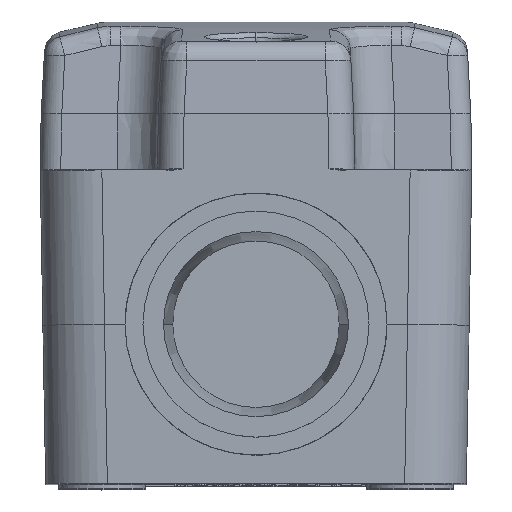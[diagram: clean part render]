
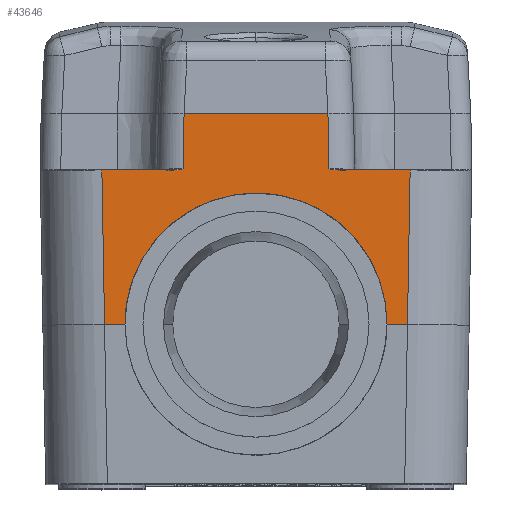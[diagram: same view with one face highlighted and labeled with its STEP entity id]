
A CAD part, top view. The second image highlights one B-rep face of the part: STEP entity #43646.
In plain terms, the highlighted planar face has unit normal (0, 0.013, 1).
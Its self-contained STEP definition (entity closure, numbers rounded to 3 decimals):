
#16207=CARTESIAN_POINT('',(14.998,30.5,44.073));
#16221=DIRECTION('',(-1.,0.,0.));
#16222=VECTOR('',#16221,7.194);
#16223=CARTESIAN_POINT('',(14.998,30.5,44.073));
#16224=LINE('',#16223,#16222);
#16249=DIRECTION('',(-1.,0.,0.));
#16250=VECTOR('',#16249,7.194);
#16251=CARTESIAN_POINT('',(-7.804,30.5,
44.073));
#16252=LINE('',#16251,#16250);
#16265=CARTESIAN_POINT('',(-14.998,30.5,44.073));
#16852=CARTESIAN_POINT('',(-7.,36.,44.));
#16859=CARTESIAN_POINT('',(-7.094,30.599,
44.071));
#16860=CARTESIAN_POINT('',(-7.16,30.586,
44.071));
#16861=CARTESIAN_POINT('',(-7.288,30.56,
44.072));
#16862=CARTESIAN_POINT('',(-7.47,30.528,
44.072));
#16863=CARTESIAN_POINT('',(-7.643,30.506,
44.073));
#16864=CARTESIAN_POINT('',(-7.751,30.5,
44.073));
#16865=CARTESIAN_POINT('',(-7.804,30.5,
44.073));
#16867=DIRECTION('',(-0.017,-1.,0.013));
#16868=VECTOR('',#16867,5.403);
#16869=CARTESIAN_POINT('',(-7.,36.,44.));
#16870=LINE('',#16869,#16868);
#16871=DIRECTION('',(1.,0.,0.));
#16872=VECTOR('',#16871,14.);
#16873=CARTESIAN_POINT('',(-7.,36.,44.));
#16874=LINE('',#16873,#16872);
#16875=DIRECTION('',(0.017,-1.,0.013));
#16876=VECTOR('',#16875,5.403);
#16877=CARTESIAN_POINT('',(7.,36.,44.));
#16878=LINE('',#16877,#16876);
#16879=DIRECTION('',(0.017,1.,-0.013));
#16880=VECTOR('',#16879,15.004);
#16881=CARTESIAN_POINT('',(14.737,15.5,44.271));
#16882=LINE('',#16881,#16880);
#16883=DIRECTION('',(-1.,0.,0.));
#16884=VECTOR('',#16883,1.987);
#16885=CARTESIAN_POINT('',(14.737,15.5,44.271));
#16886=LINE('',#16885,#16884);
#16887=CARTESIAN_POINT('',(12.75,15.5,44.271));
#16888=CARTESIAN_POINT('',(12.75,16.251,44.261));
#16889=CARTESIAN_POINT('',(12.617,17.81,44.24));
#16890=CARTESIAN_POINT('',(11.94,20.207,44.208));
#16891=CARTESIAN_POINT('',(10.752,22.518,44.178));
#16892=CARTESIAN_POINT('',(9.081,24.581,44.151));
#16893=CARTESIAN_POINT('',(7.018,26.252,44.129));
#16894=CARTESIAN_POINT('',(5.093,27.242,44.116));
#16895=CARTESIAN_POINT('',(3.509,27.779,44.109));
#16896=CARTESIAN_POINT('',(2.318,28.057,44.105));
#16897=CARTESIAN_POINT('',(1.337,28.19,44.103));
#16898=CARTESIAN_POINT('',(0.566,28.242,
44.102));
#16899=CARTESIAN_POINT('',(0.,28.254,44.102));
#16900=CARTESIAN_POINT('',(-0.566,28.242,
44.102));
#16901=CARTESIAN_POINT('',(-1.337,28.19,
44.103));
#16902=CARTESIAN_POINT('',(-2.318,28.057,
44.105));
#16903=CARTESIAN_POINT('',(-3.509,27.779,
44.109));
#16904=CARTESIAN_POINT('',(-5.093,27.242,
44.116));
#16905=CARTESIAN_POINT('',(-7.018,26.252,
44.129));
#16906=CARTESIAN_POINT('',(-9.081,24.581,
44.151));
#16907=CARTESIAN_POINT('',(-10.752,22.518,
44.178));
#16908=CARTESIAN_POINT('',(-11.94,20.207,
44.208));
#16909=CARTESIAN_POINT('',(-12.617,17.81,
44.24));
#16910=CARTESIAN_POINT('',(-12.75,16.251,
44.261));
#16911=CARTESIAN_POINT('',(-12.75,15.5,
44.271));
#16913=DIRECTION('',(-1.,0.,0.));
#16914=VECTOR('',#16913,1.987);
#16915=CARTESIAN_POINT('',(-12.75,15.5,
44.271));
#16916=LINE('',#16915,#16914);
#16917=DIRECTION('',(0.017,-1.,0.013));
#16918=VECTOR('',#16917,15.004);
#16919=CARTESIAN_POINT('',(-14.998,30.5,44.073));
#16920=LINE('',#16919,#16918);
#16933=CARTESIAN_POINT('',(7.,36.,44.));
#16943=CARTESIAN_POINT('',(7.804,30.5,44.073));
#16944=CARTESIAN_POINT('',(7.752,30.5,44.073));
#16945=CARTESIAN_POINT('',(7.644,30.506,44.073));
#16946=CARTESIAN_POINT('',(7.472,30.528,44.072));
#16947=CARTESIAN_POINT('',(7.29,30.56,44.072));
#16948=CARTESIAN_POINT('',(7.161,30.585,44.071));
#16949=CARTESIAN_POINT('',(7.094,30.599,44.071));
#17461=CARTESIAN_POINT('',(-14.737,15.5,
44.271));
#17497=VERTEX_POINT('',#17461);
#17795=CARTESIAN_POINT('',(12.75,15.5,44.271));
#17796=VERTEX_POINT('',#17795);
#17797=CARTESIAN_POINT('',(-12.75,15.5,
44.271));
#17798=VERTEX_POINT('',#17797);
#20356=VERTEX_POINT('',#16943);
#20357=VERTEX_POINT('',#16949);
#20358=VERTEX_POINT('',#16859);
#20359=VERTEX_POINT('',#16865);
#20594=VERTEX_POINT('',#16852);
#20595=VERTEX_POINT('',#16933);
#20598=VERTEX_POINT('',#16265);
#20601=VERTEX_POINT('',#16207);
#20605=CARTESIAN_POINT('',(14.737,15.5,44.271));
#20606=VERTEX_POINT('',#20605);
#43619=CARTESIAN_POINT('',(-23.2,36.,44.));
#43620=DIRECTION('',(0.,0.013,1.));
#43621=DIRECTION('',(1.,0.,0.));
#43622=AXIS2_PLACEMENT_3D('',#43619,#43620,#43621);
#43623=PLANE('',#43622);
#43624=ORIENTED_EDGE('',*,*,#42716,.F.);
#43625=ORIENTED_EDGE('',*,*,#43613,.F.);
#43626=ORIENTED_EDGE('',*,*,#43560,.F.);
#43628=ORIENTED_EDGE('',*,*,#43627,.T.);
#43630=ORIENTED_EDGE('',*,*,#43629,.T.);
#43632=ORIENTED_EDGE('',*,*,#43631,.F.);
#43633=ORIENTED_EDGE('',*,*,#42690,.F.);
#43635=ORIENTED_EDGE('',*,*,#43634,.F.);
#43637=ORIENTED_EDGE('',*,*,#43636,.T.);
#43639=ORIENTED_EDGE('',*,*,#43638,.T.);
#43641=ORIENTED_EDGE('',*,*,#43640,.T.);
#43643=ORIENTED_EDGE('',*,*,#43642,.F.);
#43644=EDGE_LOOP('',(#43624,#43625,#43626,#43628,#43630,#43632,#43633,#43635,
#43637,#43639,#43641,#43643));
#43645=FACE_OUTER_BOUND('',#43644,.F.);
#16866=B_SPLINE_CURVE_WITH_KNOTS('',3,(#16859,#16860,#16861,#16862,#16863,
#16864,#16865),.UNSPECIFIED.,.F.,.F.,(4,1,1,1,4),(0.,0.25,0.5,0.75,
1.),.UNSPECIFIED.);
#16912=B_SPLINE_CURVE_WITH_KNOTS('',3,(#16887,#16888,#16889,#16890,#16891,
#16892,#16893,#16894,#16895,#16896,#16897,#16898,#16899,#16900,#16901,#16902,
#16903,#16904,#16905,#16906,#16907,#16908,#16909,#16910,#16911),.UNSPECIFIED.,
.F.,.F.,(4,1,1,1,1,1,1,1,1,1,1,1,1,1,1,1,1,1,1,1,1,1,4),(0.,0.063,0.125,
0.188,0.25,0.313,0.375,0.406,0.438,0.469,0.484,0.5,
0.516,0.531,0.563,0.594,0.625,0.688,0.75,0.813,
0.875,0.938,1.),.UNSPECIFIED.);
#16950=B_SPLINE_CURVE_WITH_KNOTS('',3,(#16943,#16944,#16945,#16946,#16947,
#16948,#16949),.UNSPECIFIED.,.F.,.F.,(4,1,1,1,4),(0.,0.25,0.5,0.75,
1.),.UNSPECIFIED.);
#42690=EDGE_CURVE('',#20601,#20356,#16224,.T.);
#42716=EDGE_CURVE('',#20359,#20598,#16252,.T.);
#43560=EDGE_CURVE('',#20594,#20358,#16870,.T.);
#43613=EDGE_CURVE('',#20358,#20359,#16866,.T.);
#43627=EDGE_CURVE('',#20594,#20595,#16874,.T.);
#43629=EDGE_CURVE('',#20595,#20357,#16878,.T.);
#43631=EDGE_CURVE('',#20356,#20357,#16950,.T.);
#43634=EDGE_CURVE('',#20606,#20601,#16882,.T.);
#43636=EDGE_CURVE('',#20606,#17796,#16886,.T.);
#43638=EDGE_CURVE('',#17796,#17798,#16912,.T.);
#43640=EDGE_CURVE('',#17798,#17497,#16916,.T.);
#43642=EDGE_CURVE('',#20598,#17497,#16920,.T.);
#43646=ADVANCED_FACE('',(#43645),#43623,.T.);
